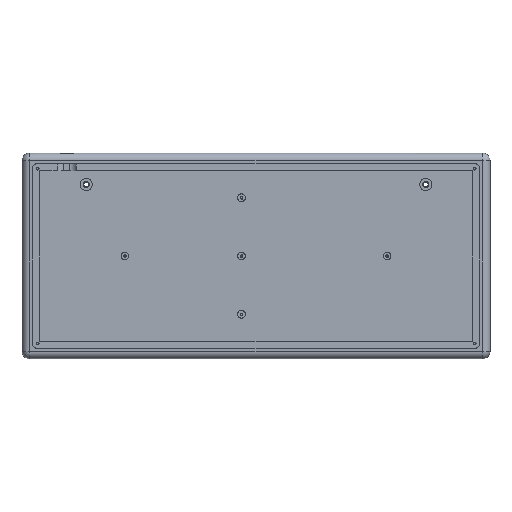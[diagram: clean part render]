
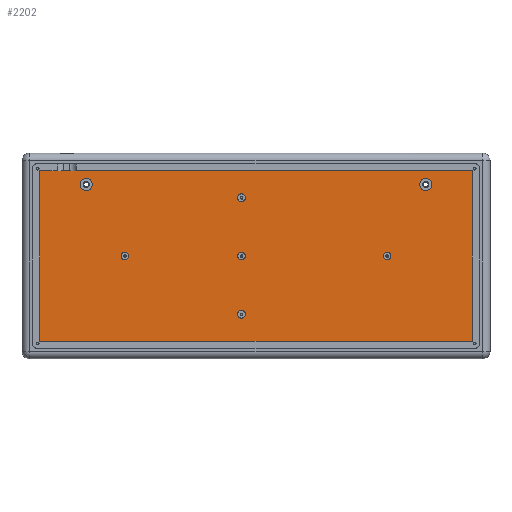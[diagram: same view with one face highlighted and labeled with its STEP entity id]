
A CAD part, top view. The second image highlights one B-rep face of the part: STEP entity #2202.
In plain terms, the highlighted planar face has unit normal (0, 0, 1).
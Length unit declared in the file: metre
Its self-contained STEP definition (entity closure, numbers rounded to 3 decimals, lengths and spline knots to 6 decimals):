
#79=LINE('',#11817,#155);
#80=LINE('',#11820,#156);
#81=LINE('',#11822,#157);
#82=LINE('',#11824,#158);
#155=VECTOR('',#2813,1.);
#156=VECTOR('',#2814,1.);
#157=VECTOR('',#2815,1.);
#158=VECTOR('',#2816,1.);
#367=PLANE('',#2409);
#635=ORIENTED_EDGE('',*,*,#1041,.F.);
#636=ORIENTED_EDGE('',*,*,#1056,.F.);
#637=ORIENTED_EDGE('',*,*,#1071,.F.);
#638=ORIENTED_EDGE('',*,*,#1086,.F.);
#639=ORIENTED_EDGE('',*,*,#1101,.F.);
#640=ORIENTED_EDGE('',*,*,#1210,.T.);
#641=ORIENTED_EDGE('',*,*,#1211,.F.);
#642=ORIENTED_EDGE('',*,*,#1212,.F.);
#643=ORIENTED_EDGE('',*,*,#1213,.T.);
#644=ORIENTED_EDGE('',*,*,#1214,.T.);
#645=ORIENTED_EDGE('',*,*,#1215,.F.);
#1041=EDGE_CURVE('',#1368,#1368,#1603,.T.);
#1056=EDGE_CURVE('',#1379,#1379,#1610,.T.);
#1071=EDGE_CURVE('',#1390,#1390,#1617,.T.);
#1086=EDGE_CURVE('',#1401,#1401,#1624,.T.);
#1101=EDGE_CURVE('',#1412,#1412,#1631,.T.);
#1210=EDGE_CURVE('',#1508,#1508,#1669,.F.);
#1211=EDGE_CURVE('',#1509,#1509,#1670,.T.);
#1212=EDGE_CURVE('',#1510,#1511,#79,.T.);
#1213=EDGE_CURVE('',#1510,#1512,#80,.T.);
#1214=EDGE_CURVE('',#1512,#1513,#81,.T.);
#1215=EDGE_CURVE('',#1511,#1513,#82,.T.);
#1368=VERTEX_POINT('',#3083);
#1379=VERTEX_POINT('',#4781);
#1390=VERTEX_POINT('',#6479);
#1401=VERTEX_POINT('',#8177);
#1412=VERTEX_POINT('',#9875);
#1508=VERTEX_POINT('',#11814);
#1509=VERTEX_POINT('',#11816);
#1510=VERTEX_POINT('',#11818);
#1511=VERTEX_POINT('',#11819);
#1512=VERTEX_POINT('',#11821);
#1513=VERTEX_POINT('',#11823);
#1603=CIRCLE('',#2300,0.0025);
#1610=CIRCLE('',#2313,0.0025);
#1617=CIRCLE('',#2326,0.0025);
#1624=CIRCLE('',#2339,0.0025);
#1631=CIRCLE('',#2352,0.0025);
#1669=CIRCLE('',#2410,0.004);
#1670=CIRCLE('',#2411,0.004);
#1801=EDGE_LOOP('',(#635));
#1802=EDGE_LOOP('',(#636));
#1803=EDGE_LOOP('',(#637));
#1804=EDGE_LOOP('',(#638));
#1805=EDGE_LOOP('',(#639));
#1806=EDGE_LOOP('',(#640));
#1807=EDGE_LOOP('',(#641));
#1808=EDGE_LOOP('',(#642,#643,#644,#645));
#1987=FACE_BOUND('',#1801,.T.);
#1988=FACE_BOUND('',#1802,.T.);
#1989=FACE_BOUND('',#1803,.T.);
#1990=FACE_BOUND('',#1804,.T.);
#1991=FACE_BOUND('',#1805,.T.);
#1992=FACE_BOUND('',#1806,.T.);
#1993=FACE_BOUND('',#1807,.T.);
#1994=FACE_BOUND('',#1808,.T.);
#2202=ADVANCED_FACE('',(#1987,#1988,#1989,#1990,#1991,#1992,#1993,#1994),
#367,.T.);
#2300=AXIS2_PLACEMENT_3D('',#3082,#2538,#2539);
#2313=AXIS2_PLACEMENT_3D('',#4780,#2564,#2565);
#2326=AXIS2_PLACEMENT_3D('',#6478,#2590,#2591);
#2339=AXIS2_PLACEMENT_3D('',#8176,#2616,#2617);
#2352=AXIS2_PLACEMENT_3D('',#9874,#2642,#2643);
#2409=AXIS2_PLACEMENT_3D('',#11812,#2807,#2808);
#2410=AXIS2_PLACEMENT_3D('',#11813,#2809,#2810);
#2411=AXIS2_PLACEMENT_3D('',#11815,#2811,#2812);
#2538=DIRECTION('',(0.,0.,1.));
#2539=DIRECTION('',(1.,0.,0.));
#2564=DIRECTION('',(0.,0.,1.));
#2565=DIRECTION('',(1.,0.,0.));
#2590=DIRECTION('',(0.,0.,1.));
#2591=DIRECTION('',(1.,0.,0.));
#2616=DIRECTION('',(0.,0.,1.));
#2617=DIRECTION('',(1.,0.,0.));
#2642=DIRECTION('',(0.,0.,1.));
#2643=DIRECTION('',(1.,0.,0.));
#2807=DIRECTION('',(0.,0.,1.));
#2808=DIRECTION('',(1.,0.,0.));
#2809=DIRECTION('',(0.,0.,1.));
#2810=DIRECTION('',(1.,0.,0.));
#2811=DIRECTION('',(0.,0.,1.));
#2812=DIRECTION('',(1.,0.,0.));
#2813=DIRECTION('',(1.,0.,0.));
#2814=DIRECTION('',(0.,-1.,0.));
#2815=DIRECTION('',(1.,0.,0.));
#2816=DIRECTION('',(0.,-1.,0.));
#3082=CARTESIAN_POINT('',(-0.085724,0.,0.002));
#3083=CARTESIAN_POINT('',(-0.083224,0.,0.002));
#4780=CARTESIAN_POINT('',(-0.009524,0.,0.002));
#4781=CARTESIAN_POINT('',(-0.007024,0.,0.002));
#6478=CARTESIAN_POINT('',(-0.009524,-0.0381,0.002));
#6479=CARTESIAN_POINT('',(-0.007024,-0.0381,0.002));
#8176=CARTESIAN_POINT('',(-0.009524,0.0381,0.002));
#8177=CARTESIAN_POINT('',(-0.007024,0.0381,0.002));
#9874=CARTESIAN_POINT('',(0.085726,0.,0.002));
#9875=CARTESIAN_POINT('',(0.088226,0.,0.002));
#11812=CARTESIAN_POINT('',(0.,0.,0.002));
#11813=CARTESIAN_POINT('',(0.111,0.046725,0.002));
#11814=CARTESIAN_POINT('',(0.115,0.046725,0.002));
#11815=CARTESIAN_POINT('',(-0.111,0.046725,0.002));
#11816=CARTESIAN_POINT('',(-0.107,0.046725,0.002));
#11817=CARTESIAN_POINT('',(0.,0.0558,0.002));
#11818=CARTESIAN_POINT('',(-0.1415,0.0558,0.002));
#11819=CARTESIAN_POINT('',(0.1415,0.0558,0.002));
#11820=CARTESIAN_POINT('',(-0.1415,0.,0.002));
#11821=CARTESIAN_POINT('',(-0.1415,-0.0558,0.002));
#11822=CARTESIAN_POINT('',(0.,-0.0558,0.002));
#11823=CARTESIAN_POINT('',(0.1415,-0.0558,0.002));
#11824=CARTESIAN_POINT('',(0.1415,0.,0.002));
